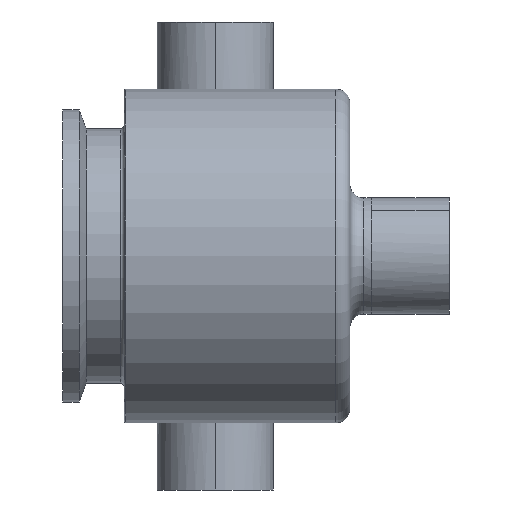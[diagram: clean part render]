
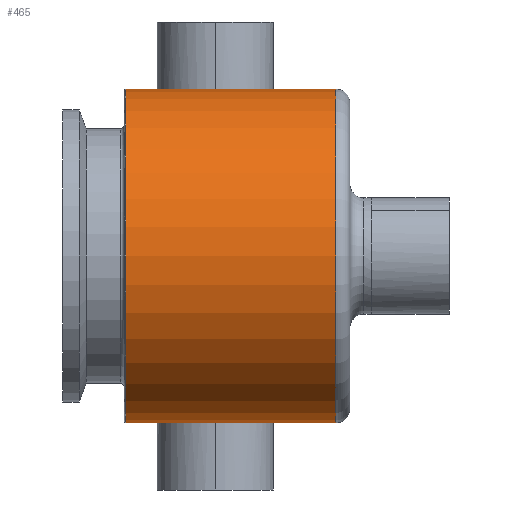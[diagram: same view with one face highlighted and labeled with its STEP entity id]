
A CAD part, left-side view. The second image highlights one B-rep face of the part: STEP entity #465.
In plain terms, the highlighted cylindrical face has radius 36.5 mm (diameter 73 mm), a partial arc.
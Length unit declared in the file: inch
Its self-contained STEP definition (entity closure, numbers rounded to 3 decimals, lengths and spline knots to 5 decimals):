
#40 = VECTOR ( 'NONE', #478, 39.37008 ) ;
#66 = ORIENTED_EDGE ( 'NONE', *, *, #252, .F. ) ;
#70 = DIRECTION ( 'NONE',  ( 0., 0., 1. ) ) ;
#80 = EDGE_CURVE ( 'NONE', #1019, #250, #943, .T. ) ;
#119 = LINE ( 'NONE', #293, #544 ) ;
#233 = CARTESIAN_POINT ( 'NONE',  ( 0., -1.038, -1.437 ) ) ;
#250 = VERTEX_POINT ( 'NONE', #323 ) ;
#252 = EDGE_CURVE ( 'NONE', #856, #812, #497, .T. ) ;
#265 = LINE ( 'NONE', #811, #40 ) ;
#281 = CARTESIAN_POINT ( 'NONE',  ( 0., -1.038, 0. ) ) ;
#293 = CARTESIAN_POINT ( 'NONE',  ( 0., 2.3, -1.437 ) ) ;
#323 = CARTESIAN_POINT ( 'NONE',  ( 0., -1.038, 1.437 ) ) ;
#336 = CYLINDRICAL_SURFACE ( 'NONE', #493, 1.437 ) ;
#362 = DIRECTION ( 'NONE',  ( 0., 0., 1. ) ) ;
#403 = ORIENTED_EDGE ( 'NONE', *, *, #833, .F. ) ;
#465 = ADVANCED_FACE ( 'NONE', ( #808 ), #336, .T. ) ;
#478 = DIRECTION ( 'NONE',  ( 0., 1., 0. ) ) ;
#493 = AXIS2_PLACEMENT_3D ( 'NONE', #579, #654, #718 ) ;
#497 = CIRCLE ( 'NONE', #509, 1.437 ) ;
#509 = AXIS2_PLACEMENT_3D ( 'NONE', #1063, #576, #70 ) ;
#544 = VECTOR ( 'NONE', #796, 39.37008 ) ;
#546 = CARTESIAN_POINT ( 'NONE',  ( 0., 0.77, 1.437 ) ) ;
#552 = CARTESIAN_POINT ( 'NONE',  ( 0., 0.77, -1.437 ) ) ;
#566 = ORIENTED_EDGE ( 'NONE', *, *, #80, .T. ) ;
#576 = DIRECTION ( 'NONE',  ( 0., 1., 0. ) ) ;
#579 = CARTESIAN_POINT ( 'NONE',  ( 0., 2.3, 0. ) ) ;
#654 = DIRECTION ( 'NONE',  ( 0., 1., 0. ) ) ;
#687 = EDGE_LOOP ( 'NONE', ( #403, #566, #958, #66 ) ) ;
#718 = DIRECTION ( 'NONE',  ( 0., 0., 1. ) ) ;
#796 = DIRECTION ( 'NONE',  ( 0., 1., 0. ) ) ;
#808 = FACE_OUTER_BOUND ( 'NONE', #687, .T. ) ;
#811 = CARTESIAN_POINT ( 'NONE',  ( 0., 2.3, 1.437 ) ) ;
#812 = VERTEX_POINT ( 'NONE', #546 ) ;
#833 = EDGE_CURVE ( 'NONE', #1019, #856, #119, .T. ) ;
#856 = VERTEX_POINT ( 'NONE', #552 ) ;
#857 = AXIS2_PLACEMENT_3D ( 'NONE', #281, #861, #362 ) ;
#861 = DIRECTION ( 'NONE',  ( 0., 1., 0. ) ) ;
#933 = EDGE_CURVE ( 'NONE', #250, #812, #265, .T. ) ;
#943 = CIRCLE ( 'NONE', #857, 1.437 ) ;
#958 = ORIENTED_EDGE ( 'NONE', *, *, #933, .T. ) ;
#1019 = VERTEX_POINT ( 'NONE', #233 ) ;
#1063 = CARTESIAN_POINT ( 'NONE',  ( 0., 0.77, 0. ) ) ;
